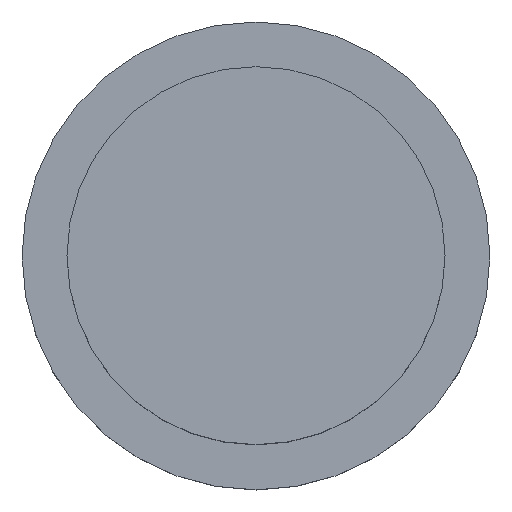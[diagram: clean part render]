
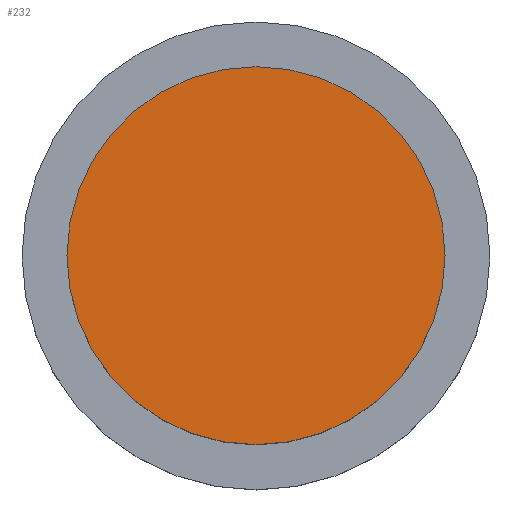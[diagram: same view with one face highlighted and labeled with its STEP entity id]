
A CAD part, top view. The second image highlights one B-rep face of the part: STEP entity #232.
In plain terms, the highlighted free-form (B-spline) face has degree [1, 1] with [2, 2] control points.
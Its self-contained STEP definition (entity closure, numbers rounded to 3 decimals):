
#22=B_SPLINE_SURFACE_WITH_KNOTS('',1,1,((#437,#438),(#439,#440)),
 .PLANE_SURF.,.F.,.F.,.F.,(2,2),(2,2),(0.044,0.958),
(0.043,0.955),.PIECEWISE_BEZIER_KNOTS.);
#74=ORIENTED_EDGE('',*,*,#127,.T.);
#75=ORIENTED_EDGE('',*,*,#108,.T.);
#108=EDGE_CURVE('',#141,#142,#160,.T.);
#127=EDGE_CURVE('',#142,#141,#171,.T.);
#141=VERTEX_POINT('',#354);
#142=VERTEX_POINT('',#355);
#160=CIRCLE('',#254,5.05);
#171=CIRCLE('',#265,5.05);
#187=EDGE_LOOP('',(#74,#75));
#206=FACE_BOUND('',#187,.T.);
#232=ADVANCED_FACE('',(#206),#22,.T.);
#254=AXIS2_PLACEMENT_3D('',#353,#275,#276);
#265=AXIS2_PLACEMENT_3D('',#441,#297,#298);
#275=DIRECTION('',(0.,0.,1.));
#276=DIRECTION('',(0.,-1.,0.));
#297=DIRECTION('',(0.,0.,1.));
#298=DIRECTION('',(0.,-1.,0.));
#353=CARTESIAN_POINT('',(29.093,-3.562,4.));
#354=CARTESIAN_POINT('',(29.093,-8.612,4.));
#355=CARTESIAN_POINT('',(29.093,1.488,4.));
#437=CARTESIAN_POINT('',(34.221,1.579,4.));
#438=CARTESIAN_POINT('',(34.221,-8.673,4.));
#439=CARTESIAN_POINT('',(23.943,1.579,4.));
#440=CARTESIAN_POINT('',(23.943,-8.673,4.));
#441=CARTESIAN_POINT('',(29.093,-3.562,4.));
